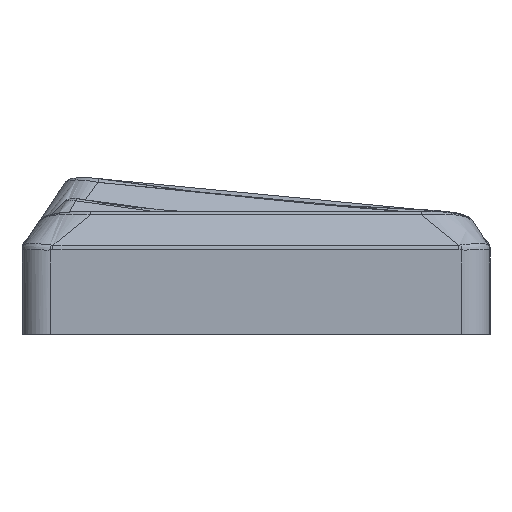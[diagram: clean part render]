
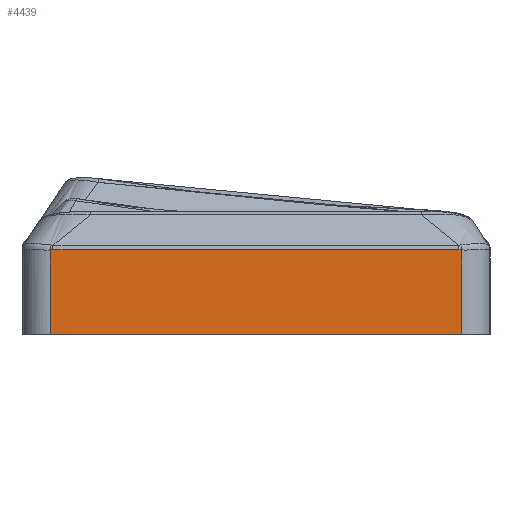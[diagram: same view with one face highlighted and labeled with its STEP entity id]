
A CAD part, left-side view. The second image highlights one B-rep face of the part: STEP entity #4439.
In plain terms, the highlighted planar face has unit normal (-1, 0, 0).
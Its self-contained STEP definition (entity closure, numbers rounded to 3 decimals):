
#112=B_SPLINE_CURVE_WITH_KNOTS('',3,(#8750,#8751,#8752,#8753),
 .UNSPECIFIED.,.F.,.F.,(4,4),(-0.009,0.),.UNSPECIFIED.);
#414=ELLIPSE('',#4732,1.034,0.617);
#573=PLANE('',#4761);
#807=FACE_OUTER_BOUND('',#1091,.T.);
#1091=EDGE_LOOP('',(#3885,#3886,#3887,#3888,#3889,#3890));
#1380=LINE('',#8376,#1704);
#1384=LINE('',#8730,#1708);
#1393=LINE('',#9098,#1717);
#1404=LINE('',#9374,#1728);
#1704=VECTOR('',#5444,10.);
#1708=VECTOR('',#5470,10.);
#1717=VECTOR('',#5513,10.);
#1728=VECTOR('',#5556,10.);
#2090=VERTEX_POINT('',#8373);
#2091=VERTEX_POINT('',#8375);
#2110=VERTEX_POINT('',#8687);
#2112=VERTEX_POINT('',#8727);
#2113=VERTEX_POINT('',#8729);
#2115=VERTEX_POINT('',#8786);
#2645=EDGE_CURVE('',#2091,#2090,#1380,.F.);
#2673=EDGE_CURVE('',#2112,#2113,#1384,.T.);
#2676=EDGE_CURVE('',#2113,#2110,#112,.T.);
#2682=EDGE_CURVE('',#2115,#2112,#414,.T.);
#2714=EDGE_CURVE('',#2091,#2115,#1393,.T.);
#2742=EDGE_CURVE('',#2110,#2090,#1404,.T.);
#3885=ORIENTED_EDGE('',*,*,#2682,.F.);
#3886=ORIENTED_EDGE('',*,*,#2714,.F.);
#3887=ORIENTED_EDGE('',*,*,#2645,.T.);
#3888=ORIENTED_EDGE('',*,*,#2742,.F.);
#3889=ORIENTED_EDGE('',*,*,#2676,.F.);
#3890=ORIENTED_EDGE('',*,*,#2673,.F.);
#4439=ADVANCED_FACE('',(#807),#573,.F.);
#4732=AXIS2_PLACEMENT_3D('',#8828,#5478,#5479);
#4761=AXIS2_PLACEMENT_3D('',#9373,#5554,#5555);
#5444=DIRECTION('',(0.,1.,0.));
#5470=DIRECTION('',(0.,-1.,0.));
#5478=DIRECTION('center_axis',(1.,0.,0.));
#5479=DIRECTION('ref_axis',(0.,0.893,-0.45));
#5513=DIRECTION('',(0.,0.,1.));
#5554=DIRECTION('center_axis',(1.,0.,0.));
#5555=DIRECTION('ref_axis',(0.,0.,-1.));
#5556=DIRECTION('',(0.,0.,-1.));
#8373=CARTESIAN_POINT('',(-26.753,-79.546,-1.672));
#8375=CARTESIAN_POINT('',(-26.753,-65.046,-1.672));
#8376=CARTESIAN_POINT('',(-26.753,-76.046,-1.672));
#8687=CARTESIAN_POINT('',(-26.753,-79.546,1.305));
#8727=CARTESIAN_POINT('',(-26.753,-65.138,1.309));
#8729=CARTESIAN_POINT('',(-26.753,-79.454,1.309));
#8730=CARTESIAN_POINT('',(-26.753,-75.429,1.309));
#8750=CARTESIAN_POINT('Ctrl Pts',(-26.753,-79.454,1.309));
#8751=CARTESIAN_POINT('Ctrl Pts',(-26.753,-79.485,1.309));
#8752=CARTESIAN_POINT('Ctrl Pts',(-26.753,-79.515,1.308));
#8753=CARTESIAN_POINT('Ctrl Pts',(-26.753,-79.546,1.305));
#8786=CARTESIAN_POINT('',(-26.753,-65.046,1.305));
#8828=CARTESIAN_POINT('Origin',(-26.753,-64.755,0.588));
#9098=CARTESIAN_POINT('',(-26.753,-65.046,1.402));
#9373=CARTESIAN_POINT('Origin',(-26.753,-72.296,1.402));
#9374=CARTESIAN_POINT('',(-26.753,-79.546,1.402));
